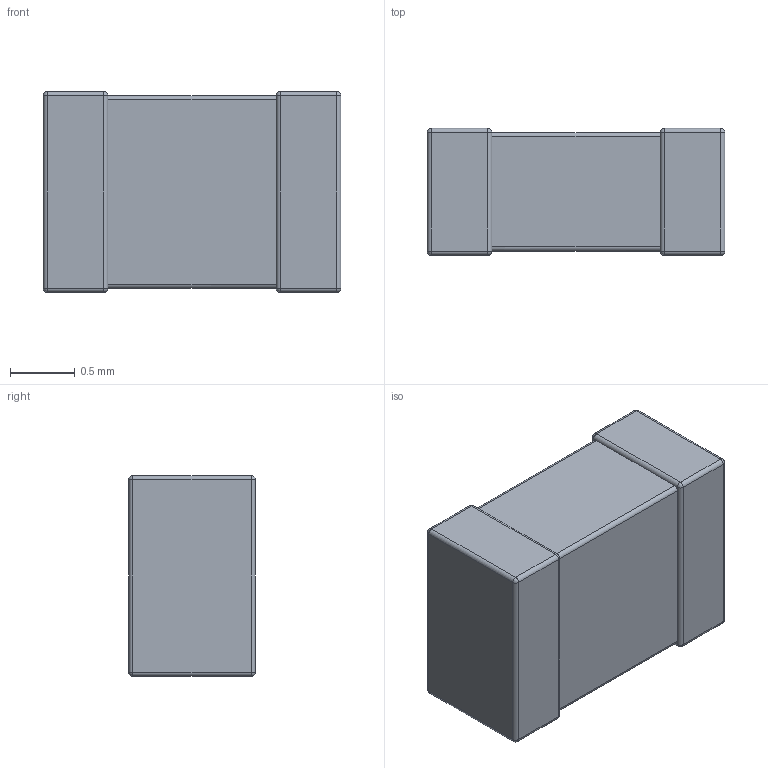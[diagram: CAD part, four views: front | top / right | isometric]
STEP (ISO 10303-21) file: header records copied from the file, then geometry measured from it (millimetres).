
FILE_DESCRIPTION(('STEP AP203'), '1');
FILE_NAME('C0805Y103K1RACAUTO', '', ('UNSPECIFIED'), ('UNSPECIFIED'), 'ASCON STEP Converter 1.3', 'ASCON Math Kernel', '');
FILE_SCHEMA(('CONFIG_CONTROL_DESIGN'));
Length unit declared in the file: millimetre
Products named in the file (1): CCS_CCSTD_0805_L2.3W1.55T0.98B0.5
Bounding box: 2.3 x 0.98 x 1.55 mm (x, y, z)
Volume: 3.3 mm3; surface area: 14.3 mm2
Topology: 1 solids, 1 shells, 60 faces, 146 edges, 72 vertices
Faces by surface type: cylinder 30, sphere 16, plane 14
Entity records: 2181 total; most frequent: CARTESIAN_POINT 391, DIRECTION 276, ORIENTED_EDGE 260, EDGE_CURVE 130, AXIS2_PLACEMENT_3D 109, VERTEX_POINT 72, COLOUR_RGB 61, FILL_AREA_STYLE_COLOUR 61
